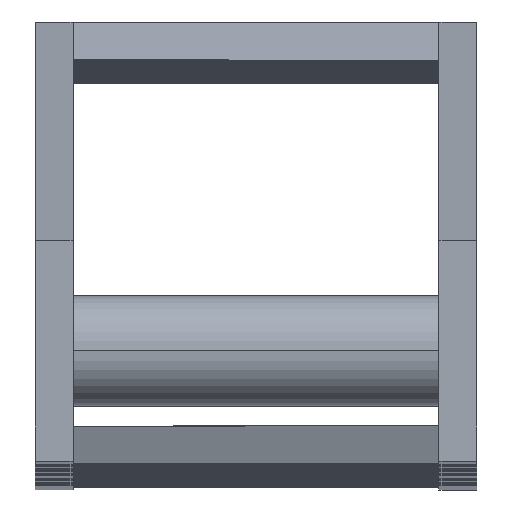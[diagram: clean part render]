
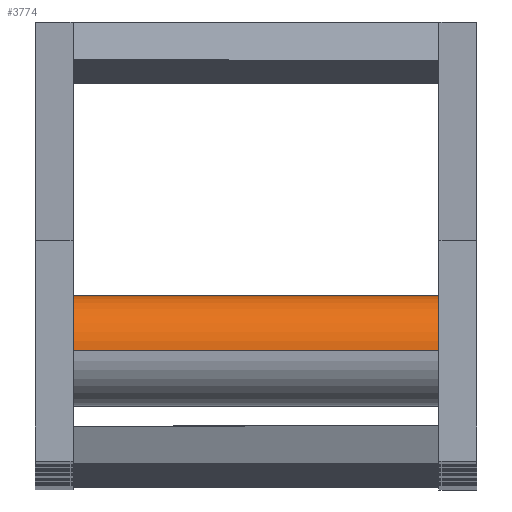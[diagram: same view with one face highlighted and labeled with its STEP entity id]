
A CAD part, top view. The second image highlights one B-rep face of the part: STEP entity #3774.
In plain terms, the highlighted cylindrical face has radius 175 mm (diameter 350 mm), a partial arc.
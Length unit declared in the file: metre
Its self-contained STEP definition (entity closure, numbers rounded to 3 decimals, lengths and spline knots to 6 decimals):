
#791 = EDGE_CURVE ( 'NONE', #6626, #3813, #2653, .T. ) ;
#2114 = CARTESIAN_POINT ( 'NONE',  ( 0.58, -0.35, 47.375 ) ) ;
#2653 = LINE ( 'NONE', #18637, #20852 ) ;
#3774 = ADVANCED_FACE ( 'NONE', ( #27662 ), #51749, .T. ) ;
#3813 = VERTEX_POINT ( 'NONE', #27393 ) ;
#4724 = CARTESIAN_POINT ( 'NONE',  ( -0.58, -0.35, 47.2 ) ) ;
#6626 = VERTEX_POINT ( 'NONE', #4724 ) ;
#7762 = AXIS2_PLACEMENT_3D ( 'NONE', #2114, #30424, #17593 ) ;
#8883 = ORIENTED_EDGE ( 'NONE', *, *, #28908, .T. ) ;
#12609 = AXIS2_PLACEMENT_3D ( 'NONE', #15865, #48066, #47302 ) ;
#15865 = CARTESIAN_POINT ( 'NONE',  ( 0., -0.35, 47.375 ) ) ;
#16560 = DIRECTION ( 'NONE',  ( 1., 0., 0. ) ) ;
#17016 = CARTESIAN_POINT ( 'NONE',  ( 0.58, -0.35, 47.55 ) ) ;
#17593 = DIRECTION ( 'NONE',  ( 0., 0., -1. ) ) ;
#18475 = AXIS2_PLACEMENT_3D ( 'NONE', #32924, #49424, #41557 ) ;
#18637 = CARTESIAN_POINT ( 'NONE',  ( 0., -0.35, 47.2 ) ) ;
#20852 = VECTOR ( 'NONE', #34608, 1. ) ;
#21600 = ORIENTED_EDGE ( 'NONE', *, *, #25424, .F. ) ;
#22461 = VERTEX_POINT ( 'NONE', #17016 ) ;
#25059 = CARTESIAN_POINT ( 'NONE',  ( -0.58, -0.35, 47.55 ) ) ;
#25337 = ORIENTED_EDGE ( 'NONE', *, *, #791, .F. ) ;
#25424 = EDGE_CURVE ( 'NONE', #44584, #6626, #31858, .T. ) ;
#27393 = CARTESIAN_POINT ( 'NONE',  ( 0.58, -0.35, 47.2 ) ) ;
#27662 = FACE_OUTER_BOUND ( 'NONE', #47913, .T. ) ;
#27812 = EDGE_CURVE ( 'NONE', #22461, #3813, #49599, .T. ) ;
#28908 = EDGE_CURVE ( 'NONE', #44584, #22461, #44856, .T. ) ;
#30424 = DIRECTION ( 'NONE',  ( -1., 0., 0. ) ) ;
#31858 = CIRCLE ( 'NONE', #18475, 0.175 ) ;
#32924 = CARTESIAN_POINT ( 'NONE',  ( -0.58, -0.35, 47.375 ) ) ;
#34572 = ORIENTED_EDGE ( 'NONE', *, *, #27812, .T. ) ;
#34608 = DIRECTION ( 'NONE',  ( 1., 0., 0. ) ) ;
#41557 = DIRECTION ( 'NONE',  ( 0., 0., 1. ) ) ;
#44584 = VERTEX_POINT ( 'NONE', #25059 ) ;
#44856 = LINE ( 'NONE', #45131, #47985 ) ;
#45131 = CARTESIAN_POINT ( 'NONE',  ( 0., -0.35, 47.55 ) ) ;
#47302 = DIRECTION ( 'NONE',  ( 0., 0., -1. ) ) ;
#47913 = EDGE_LOOP ( 'NONE', ( #21600, #8883, #34572, #25337 ) ) ;
#47985 = VECTOR ( 'NONE', #16560, 1. ) ;
#48066 = DIRECTION ( 'NONE',  ( 1., 0., 0. ) ) ;
#49424 = DIRECTION ( 'NONE',  ( -1., 0., 0. ) ) ;
#49599 = CIRCLE ( 'NONE', #7762, 0.175 ) ;
#51749 = CYLINDRICAL_SURFACE ( 'NONE', #12609, 0.175 ) ;
